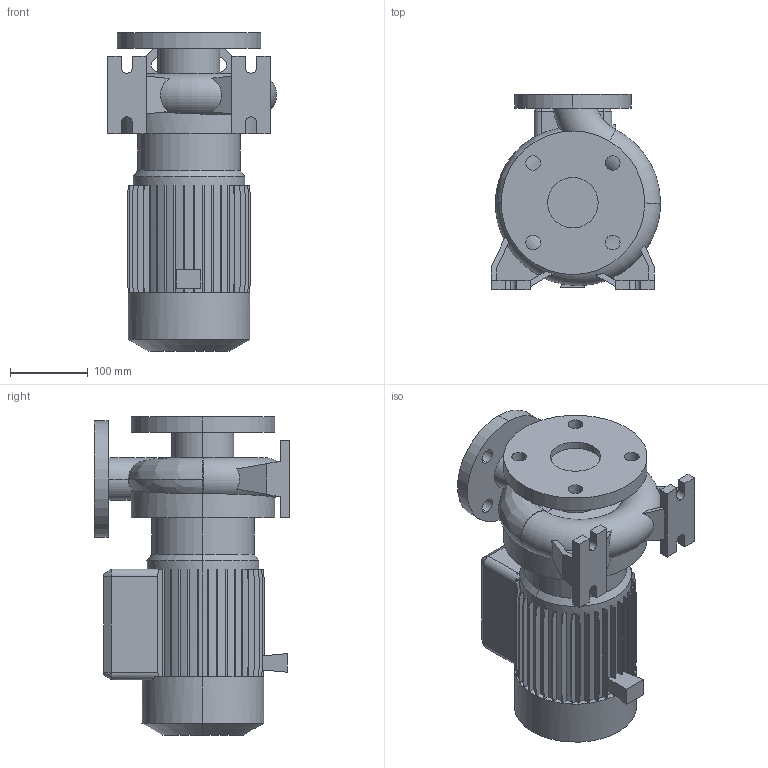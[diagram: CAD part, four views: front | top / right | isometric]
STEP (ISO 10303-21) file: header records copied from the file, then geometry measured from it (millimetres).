
FILE_DESCRIPTION (( 'STEP AP214' ), '1' );
FILE_NAME ('10008452swp01.step', '2021-04-30T15:52:12', ( '' ), ( '' ), 'SwSTEP 2.0', 'SolidWorks 2019', '' );
FILE_SCHEMA (( 'AUTOMOTIVE_DESIGN' ));
Length unit declared in the file: millimetre
Products named in the file (1): 10008452swp01
Bounding box: 217.91 x 252 x 410 mm (x, y, z)
Volume: 8925696.2 mm3; surface area: 487601 mm2
Topology: 1 solids, 1 shells, 348 faces, 1001 edges, 663 vertices
Faces by surface type: plane 285, cylinder 46, cone 10, torus 5, bspline 2
Entity records: 12822 total; most frequent: CARTESIAN_POINT 3588, ORIENTED_EDGE 2002, DIRECTION 1808, EDGE_CURVE 1001, LINE 774, VECTOR 774, VERTEX_POINT 663, AXIS2_PLACEMENT_3D 517
